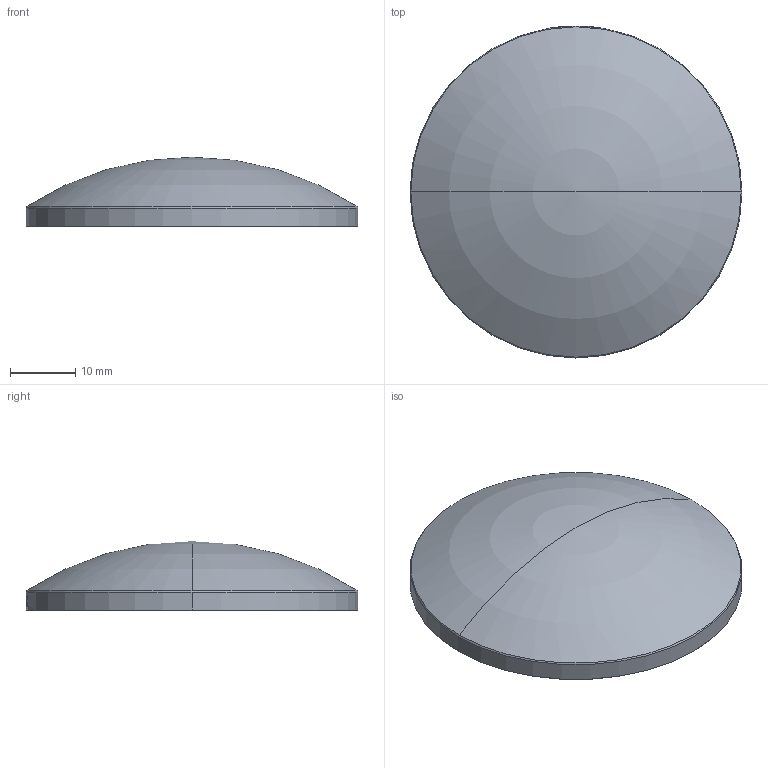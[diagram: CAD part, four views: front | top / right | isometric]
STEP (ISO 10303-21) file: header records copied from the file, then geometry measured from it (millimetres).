
FILE_DESCRIPTION (( 'STEP AP214' ), '1' );
FILE_NAME ('CTN018074-E0W.STEP', '2022-02-15T06:47:31', ( '' ), ( '' ), 'SwSTEP 2.0', 'SolidWorks 2018', '' );
FILE_SCHEMA (( 'AUTOMOTIVE_DESIGN' ));
Length unit declared in the file: millimetre
Products named in the file (2): CTN018074-E0W; CTN018143
Assembly tree (1 placements, depth 2):
  CTN018074-E0W
    CTN018143
Bounding box: 50.8 x 50.8 x 10.64 mm (x, y, z)
Volume: 14056.9 mm3; surface area: 4700.8 mm2
Topology: 1 solids, 1 shells, 20 faces, 109 edges, 100 vertices
Faces by surface type: cylinder 13, cone 4, torus 2, plane 1
Entity records: 1735 total; most frequent: CARTESIAN_POINT 817, ORIENTED_EDGE 214, DIRECTION 145, EDGE_CURVE 107, VERTEX_POINT 100, AXIS2_PLACEMENT_3D 60, B_SPLINE_CURVE_WITH_KNOTS 46, CIRCLE 36
